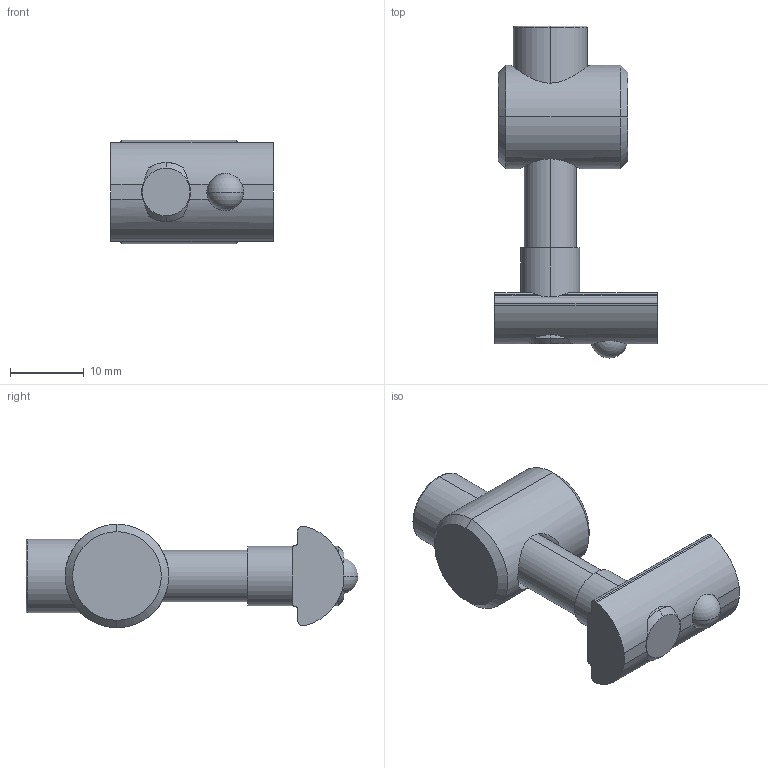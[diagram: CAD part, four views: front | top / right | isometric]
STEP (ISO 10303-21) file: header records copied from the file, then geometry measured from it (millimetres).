
FILE_DESCRIPTION (( 'STEP AP214' ), '1' );
FILE_NAME ('282311802_c_1.STEP', '2022-10-03T20:29:28', ( '' ), ( '' ), 'SwSTEP 2.0', 'SolidWorks 2020', '' );
FILE_SCHEMA (( 'AUTOMOTIVE_DESIGN' ));
Length unit declared in the file: millimetre
Products named in the file (1): 282311802_c_1
Bounding box: 22 x 44.9 x 14 mm (x, y, z)
Volume: 5135.3 mm3; surface area: 3185.6 mm2
Topology: 1 solids, 1 shells, 75 faces, 191 edges, 123 vertices
Faces by surface type: cylinder 33, plane 28, cone 8, torus 4, sphere 2
Entity records: 2932 total; most frequent: CARTESIAN_POINT 1090, DIRECTION 383, ORIENTED_EDGE 378, EDGE_CURVE 189, AXIS2_PLACEMENT_3D 151, VERTEX_POINT 123, EDGE_LOOP 82, LINE 81
